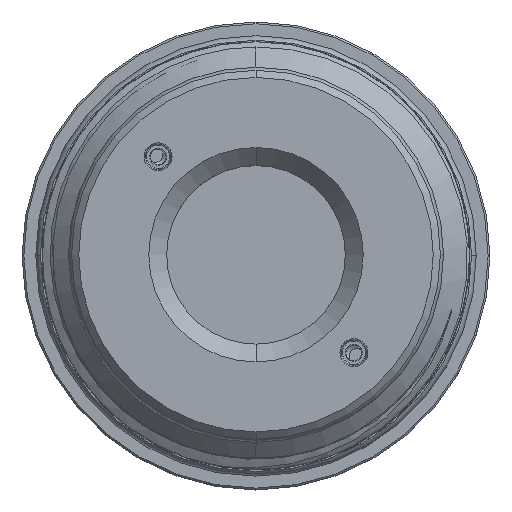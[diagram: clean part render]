
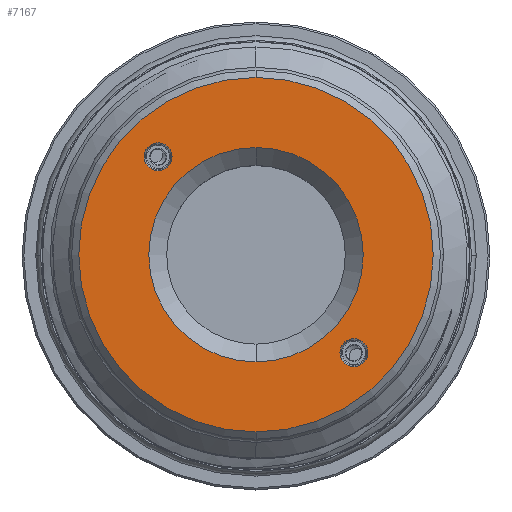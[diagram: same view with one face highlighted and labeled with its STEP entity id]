
A CAD part, top view. The second image highlights one B-rep face of the part: STEP entity #7167.
In plain terms, the highlighted planar face has unit normal (0, 0, 1).
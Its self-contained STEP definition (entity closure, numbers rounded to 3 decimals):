
#80 = CARTESIAN_POINT ( 'NONE',  ( 0., -12., 85.95 ) ) ;
#341 = FACE_BOUND ( 'NONE', #3049, .T. ) ;
#456 = VERTEX_POINT ( 'NONE', #3582 ) ;
#630 = CARTESIAN_POINT ( 'NONE',  ( 10.96, -10.96, 85.95 ) ) ;
#1063 = CIRCLE ( 'NONE', #5309, 19.84 ) ;
#1329 = CARTESIAN_POINT ( 'NONE',  ( -10.96, 12.521, 85.95 ) ) ;
#1508 = FACE_BOUND ( 'NONE', #16406, .T. ) ;
#1578 = AXIS2_PLACEMENT_3D ( 'NONE', #14869, #9655, #7226 ) ;
#1721 = DIRECTION ( 'NONE',  ( 0., 0., 1. ) ) ;
#1754 = VERTEX_POINT ( 'NONE', #6154 ) ;
#2210 = EDGE_LOOP ( 'NONE', ( #16379, #9345 ) ) ;
#2493 = FACE_BOUND ( 'NONE', #2210, .T. ) ;
#2556 = VERTEX_POINT ( 'NONE', #3350 ) ;
#2577 = CARTESIAN_POINT ( 'NONE',  ( 10.96, -9.399, 85.95 ) ) ;
#2774 = VERTEX_POINT ( 'NONE', #1329 ) ;
#3035 = DIRECTION ( 'NONE',  ( 0., 1., 0. ) ) ;
#3049 = EDGE_LOOP ( 'NONE', ( #10158, #6369 ) ) ;
#3081 = DIRECTION ( 'NONE',  ( 0., 0., -1. ) ) ;
#3350 = CARTESIAN_POINT ( 'NONE',  ( 0., -19.84, 85.95 ) ) ;
#3582 = CARTESIAN_POINT ( 'NONE',  ( 0., 19.84, 85.95 ) ) ;
#3584 = CARTESIAN_POINT ( 'NONE',  ( 0., 0., 85.95 ) ) ;
#3721 = AXIS2_PLACEMENT_3D ( 'NONE', #3584, #8650, #12520 ) ;
#4037 = ORIENTED_EDGE ( 'NONE', *, *, #11195, .T. ) ;
#5015 = AXIS2_PLACEMENT_3D ( 'NONE', #15791, #3081, #6644 ) ;
#5099 = EDGE_LOOP ( 'NONE', ( #4037, #6325 ) ) ;
#5309 = AXIS2_PLACEMENT_3D ( 'NONE', #12004, #1721, #14440 ) ;
#5324 = CIRCLE ( 'NONE', #3721, 12. ) ;
#5788 = VERTEX_POINT ( 'NONE', #12180 ) ;
#5884 = CIRCLE ( 'NONE', #10607, 1.561 ) ;
#5985 = ORIENTED_EDGE ( 'NONE', *, *, #12881, .T. ) ;
#6154 = CARTESIAN_POINT ( 'NONE',  ( -10.96, 9.399, 85.95 ) ) ;
#6193 = VERTEX_POINT ( 'NONE', #6789 ) ;
#6243 = DIRECTION ( 'NONE',  ( 0., 0., -1. ) ) ;
#6305 = CIRCLE ( 'NONE', #15806, 1.561 ) ;
#6325 = ORIENTED_EDGE ( 'NONE', *, *, #7831, .T. ) ;
#6369 = ORIENTED_EDGE ( 'NONE', *, *, #16509, .T. ) ;
#6560 = PLANE ( 'NONE',  #1578 ) ;
#6644 = DIRECTION ( 'NONE',  ( 0., 1., 0. ) ) ;
#6743 = DIRECTION ( 'NONE',  ( 0., 0., -1. ) ) ;
#6789 = CARTESIAN_POINT ( 'NONE',  ( 0., 12., 85.95 ) ) ;
#7167 = ADVANCED_FACE ( 'NONE', ( #341, #1508, #16463, #2493 ), #6560, .T. ) ;
#7226 = DIRECTION ( 'NONE',  ( 0., 1., 0. ) ) ;
#7721 = CARTESIAN_POINT ( 'NONE',  ( 0., 0., 85.95 ) ) ;
#7831 = EDGE_CURVE ( 'NONE', #456, #2556, #12656, .T. ) ;
#8650 = DIRECTION ( 'NONE',  ( 0., 0., -1. ) ) ;
#8761 = DIRECTION ( 'NONE',  ( 0., -1., 0. ) ) ;
#8995 = CIRCLE ( 'NONE', #5015, 1.561 ) ;
#9012 = DIRECTION ( 'NONE',  ( 0., 1., 0. ) ) ;
#9050 = VERTEX_POINT ( 'NONE', #2577 ) ;
#9345 = ORIENTED_EDGE ( 'NONE', *, *, #16273, .T. ) ;
#9351 = DIRECTION ( 'NONE',  ( 0., 0., -1. ) ) ;
#9655 = DIRECTION ( 'NONE',  ( 0., 0., 1. ) ) ;
#10158 = ORIENTED_EDGE ( 'NONE', *, *, #13371, .T. ) ;
#10417 = CARTESIAN_POINT ( 'NONE',  ( 0., 0., 85.95 ) ) ;
#10522 = DIRECTION ( 'NONE',  ( 0., 1., 0. ) ) ;
#10607 = AXIS2_PLACEMENT_3D ( 'NONE', #16417, #16358, #8761 ) ;
#10684 = AXIS2_PLACEMENT_3D ( 'NONE', #16341, #6243, #13944 ) ;
#11193 = AXIS2_PLACEMENT_3D ( 'NONE', #10417, #6743, #10522 ) ;
#11195 = EDGE_CURVE ( 'NONE', #2556, #456, #1063, .T. ) ;
#11224 = EDGE_CURVE ( 'NONE', #5788, #9050, #8995, .T. ) ;
#11377 = CIRCLE ( 'NONE', #10684, 1.561 ) ;
#12004 = CARTESIAN_POINT ( 'NONE',  ( 0., 0., 85.95 ) ) ;
#12180 = CARTESIAN_POINT ( 'NONE',  ( 10.96, -12.521, 85.95 ) ) ;
#12520 = DIRECTION ( 'NONE',  ( 0., 1., 0. ) ) ;
#12656 = CIRCLE ( 'NONE', #15978, 19.84 ) ;
#12780 = VERTEX_POINT ( 'NONE', #80 ) ;
#12881 = EDGE_CURVE ( 'NONE', #6193, #12780, #14939, .T. ) ;
#13371 = EDGE_CURVE ( 'NONE', #2774, #1754, #11377, .T. ) ;
#13944 = DIRECTION ( 'NONE',  ( 0., -1., 0. ) ) ;
#14240 = EDGE_CURVE ( 'NONE', #12780, #6193, #5324, .T. ) ;
#14440 = DIRECTION ( 'NONE',  ( 0., 1., 0. ) ) ;
#14869 = CARTESIAN_POINT ( 'NONE',  ( 0., 20.64, 85.95 ) ) ;
#14939 = CIRCLE ( 'NONE', #11193, 12. ) ;
#15392 = ORIENTED_EDGE ( 'NONE', *, *, #14240, .T. ) ;
#15540 = DIRECTION ( 'NONE',  ( 0., 0., 1. ) ) ;
#15791 = CARTESIAN_POINT ( 'NONE',  ( 10.96, -10.96, 85.95 ) ) ;
#15806 = AXIS2_PLACEMENT_3D ( 'NONE', #630, #9351, #3035 ) ;
#15978 = AXIS2_PLACEMENT_3D ( 'NONE', #7721, #15540, #9012 ) ;
#16273 = EDGE_CURVE ( 'NONE', #9050, #5788, #6305, .T. ) ;
#16341 = CARTESIAN_POINT ( 'NONE',  ( -10.96, 10.96, 85.95 ) ) ;
#16358 = DIRECTION ( 'NONE',  ( 0., 0., -1. ) ) ;
#16379 = ORIENTED_EDGE ( 'NONE', *, *, #11224, .T. ) ;
#16406 = EDGE_LOOP ( 'NONE', ( #5985, #15392 ) ) ;
#16417 = CARTESIAN_POINT ( 'NONE',  ( -10.96, 10.96, 85.95 ) ) ;
#16463 = FACE_OUTER_BOUND ( 'NONE', #5099, .T. ) ;
#16509 = EDGE_CURVE ( 'NONE', #1754, #2774, #5884, .T. ) ;
